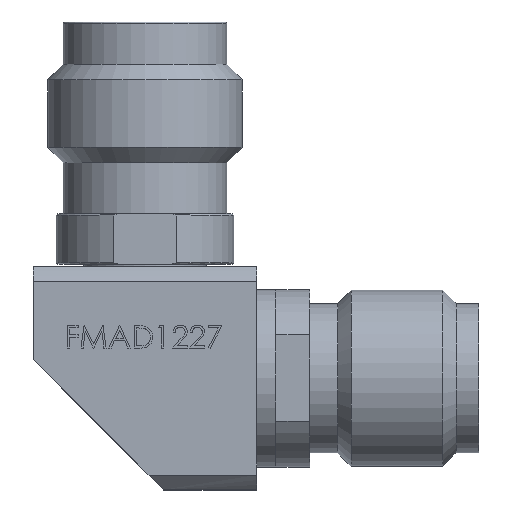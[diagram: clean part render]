
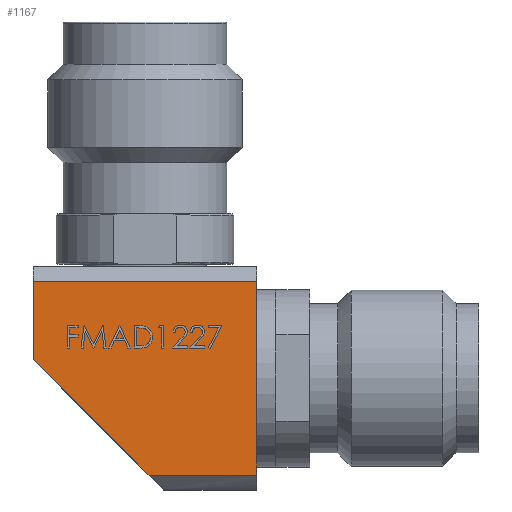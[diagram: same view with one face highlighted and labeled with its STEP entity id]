
A CAD part, top view. The second image highlights one B-rep face of the part: STEP entity #1167.
In plain terms, the highlighted planar face has unit normal (0, 0, 1).
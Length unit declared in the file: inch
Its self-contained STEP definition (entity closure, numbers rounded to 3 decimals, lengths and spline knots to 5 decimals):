
#659 = DIRECTION ( 'NONE',  ( 0., -1., 0. ) ) ;
#689 = DIRECTION ( 'NONE',  ( 1., 0., 0. ) ) ;
#950 = LINE ( 'NONE', #2431, #4544 ) ;
#991 = CARTESIAN_POINT ( 'NONE',  ( 0., 0., 0.15591 ) ) ;
#1167 = ADVANCED_FACE ( 'NONE', ( #1559 ), #1519, .T. ) ;
#1327 = ORIENTED_EDGE ( 'NONE', *, *, #6793, .T. ) ;
#1519 = PLANE ( 'NONE',  #2096 ) ;
#1559 = FACE_OUTER_BOUND ( 'NONE', #4292, .T. ) ;
#1671 = EDGE_CURVE ( 'NONE', #5793, #6440, #4482, .T. ) ;
#1874 = CARTESIAN_POINT ( 'NONE',  ( -0.17707, -0.13553, 0.15591 ) ) ;
#2055 = EDGE_CURVE ( 'NONE', #2166, #5793, #5933, .T. ) ;
#2096 = AXIS2_PLACEMENT_3D ( 'NONE', #991, #4131, #3125 ) ;
#2166 = VERTEX_POINT ( 'NONE', #2447 ) ;
#2355 = DIRECTION ( 'NONE',  ( 1., 0., 0. ) ) ;
#2414 = DIRECTION ( 'NONE',  ( 0.707, -0.707, 0. ) ) ;
#2431 = CARTESIAN_POINT ( 'NONE',  ( -0.02677, -0.13553, 0.15591 ) ) ;
#2447 = CARTESIAN_POINT ( 'NONE',  ( -0.33858, 0.13553, 0.15591 ) ) ;
#2816 = ORIENTED_EDGE ( 'NONE', *, *, #3357, .F. ) ;
#2818 = CARTESIAN_POINT ( 'NONE',  ( -0.02677, 0.13553, 0.15591 ) ) ;
#3050 = VERTEX_POINT ( 'NONE', #2818 ) ;
#3125 = DIRECTION ( 'NONE',  ( 1., 0., 0. ) ) ;
#3357 = EDGE_CURVE ( 'NONE', #2166, #3050, #6493, .T. ) ;
#3550 = VECTOR ( 'NONE', #2414, 39.37008 ) ;
#3581 = DIRECTION ( 'NONE',  ( 0., 1., 0. ) ) ;
#3649 = VECTOR ( 'NONE', #659, 39.37008 ) ;
#3791 = ORIENTED_EDGE ( 'NONE', *, *, #2055, .T. ) ;
#3849 = CARTESIAN_POINT ( 'NONE',  ( -0.33858, 0.13553, 0.15591 ) ) ;
#4131 = DIRECTION ( 'NONE',  ( 0., 0., 1. ) ) ;
#4175 = ORIENTED_EDGE ( 'NONE', *, *, #4318, .T. ) ;
#4292 = EDGE_LOOP ( 'NONE', ( #4175, #2816, #3791, #5948, #1327 ) ) ;
#4318 = EDGE_CURVE ( 'NONE', #5061, #3050, #950, .T. ) ;
#4482 = LINE ( 'NONE', #5052, #3550 ) ;
#4544 = VECTOR ( 'NONE', #3581, 39.37008 ) ;
#4716 = CARTESIAN_POINT ( 'NONE',  ( -0.02677, -0.13553, 0.15591 ) ) ;
#4914 = LINE ( 'NONE', #6065, #5574 ) ;
#5052 = CARTESIAN_POINT ( 'NONE',  ( -0.33858, 0.02598, 0.15591 ) ) ;
#5061 = VERTEX_POINT ( 'NONE', #4716 ) ;
#5318 = VECTOR ( 'NONE', #689, 39.37008 ) ;
#5418 = CARTESIAN_POINT ( 'NONE',  ( -0.33858, 0.13553, 0.15591 ) ) ;
#5574 = VECTOR ( 'NONE', #2355, 39.37008 ) ;
#5793 = VERTEX_POINT ( 'NONE', #5807 ) ;
#5807 = CARTESIAN_POINT ( 'NONE',  ( -0.33858, 0.02598, 0.15591 ) ) ;
#5933 = LINE ( 'NONE', #5418, #3649 ) ;
#5948 = ORIENTED_EDGE ( 'NONE', *, *, #1671, .T. ) ;
#6065 = CARTESIAN_POINT ( 'NONE',  ( -0.17707, -0.13553, 0.15591 ) ) ;
#6440 = VERTEX_POINT ( 'NONE', #1874 ) ;
#6493 = LINE ( 'NONE', #3849, #5318 ) ;
#6793 = EDGE_CURVE ( 'NONE', #6440, #5061, #4914, .T. ) ;
